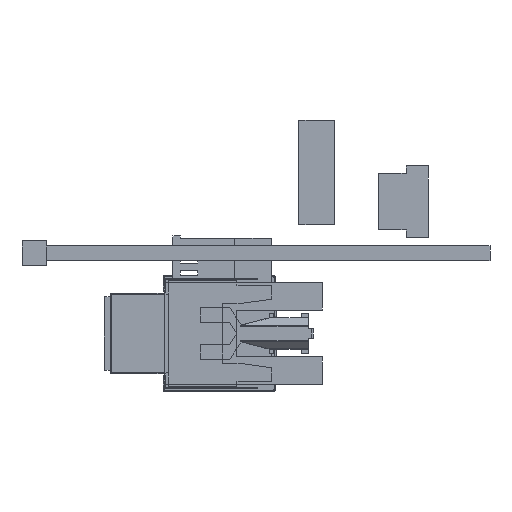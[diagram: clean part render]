
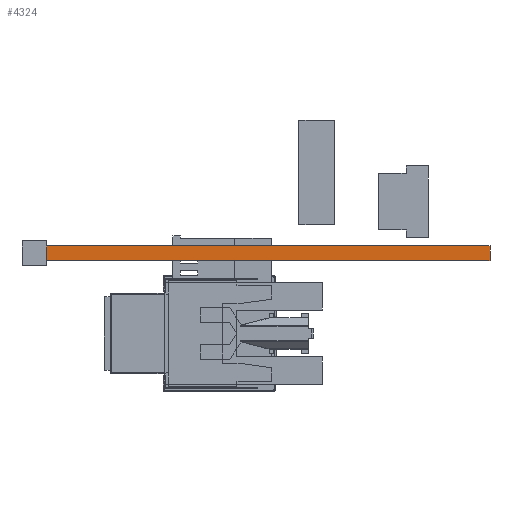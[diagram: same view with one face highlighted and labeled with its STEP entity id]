
A CAD part, front view. The second image highlights one B-rep face of the part: STEP entity #4324.
In plain terms, the highlighted planar face has unit normal (0, -1, 0).
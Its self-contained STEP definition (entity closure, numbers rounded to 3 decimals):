
#78 = DIRECTION ( 'NONE',  ( 0., 0., 1. ) ) ;
#477 = EDGE_CURVE ( 'NONE', #11799, #10235, #861, .T. ) ;
#861 = LINE ( 'NONE', #11931, #3393 ) ;
#1003 = VECTOR ( 'NONE', #11754, 1000. ) ;
#1050 = LINE ( 'NONE', #12059, #3592 ) ;
#1111 = DIRECTION ( 'NONE',  ( 1., 0., 0. ) ) ;
#1255 = CARTESIAN_POINT ( 'NONE',  ( 1.5, -2.3, 5. ) ) ;
#1324 = ORIENTED_EDGE ( 'NONE', *, *, #14018, .F. ) ;
#1555 = DIRECTION ( 'NONE',  ( -1., 0., 0. ) ) ;
#1638 = CARTESIAN_POINT ( 'NONE',  ( -1.5, -2.3, 95. ) ) ;
#2227 = VECTOR ( 'NONE', #7461, 1000. ) ;
#2642 = CARTESIAN_POINT ( 'NONE',  ( 1.5, -2.3, 4. ) ) ;
#2954 = VERTEX_POINT ( 'NONE', #12749 ) ;
#2960 = ORIENTED_EDGE ( 'NONE', *, *, #5768, .T. ) ;
#3070 = AXIS2_PLACEMENT_3D ( 'NONE', #6357, #9551, #78 ) ;
#3393 = VECTOR ( 'NONE', #1111, 1000. ) ;
#3528 = LINE ( 'NONE', #3561, #6415 ) ;
#3561 = CARTESIAN_POINT ( 'NONE',  ( 1.5, -2.3, 95. ) ) ;
#3592 = VECTOR ( 'NONE', #8840, 1000. ) ;
#3981 = EDGE_CURVE ( 'NONE', #10235, #8975, #3528, .T. ) ;
#4188 = VECTOR ( 'NONE', #1555, 1000. ) ;
#4324 = ADVANCED_FACE ( 'NONE', ( #9883 ), #11672, .F. ) ;
#4703 = CARTESIAN_POINT ( 'NONE',  ( 1.5, -2.3, 4. ) ) ;
#4750 = ORIENTED_EDGE ( 'NONE', *, *, #477, .F. ) ;
#4875 = VERTEX_POINT ( 'NONE', #4703 ) ;
#5097 = LINE ( 'NONE', #6384, #2227 ) ;
#5344 = EDGE_CURVE ( 'NONE', #11799, #11306, #1050, .T. ) ;
#5768 = EDGE_CURVE ( 'NONE', #11306, #2954, #5097, .T. ) ;
#6357 = CARTESIAN_POINT ( 'NONE',  ( -1.5, -2.3, 95. ) ) ;
#6384 = CARTESIAN_POINT ( 'NONE',  ( -1.5, -2.3, 95. ) ) ;
#6415 = VECTOR ( 'NONE', #13275, 1000. ) ;
#6614 = CARTESIAN_POINT ( 'NONE',  ( 1.5, -2.3, 95. ) ) ;
#6770 = LINE ( 'NONE', #8455, #1003 ) ;
#7074 = LINE ( 'NONE', #2642, #4188 ) ;
#7461 = DIRECTION ( 'NONE',  ( 0., 0., -1. ) ) ;
#7469 = ORIENTED_EDGE ( 'NONE', *, *, #3981, .F. ) ;
#8455 = CARTESIAN_POINT ( 'NONE',  ( 1.5, -2.3, 95. ) ) ;
#8840 = DIRECTION ( 'NONE',  ( 0., 0., -1. ) ) ;
#8870 = EDGE_CURVE ( 'NONE', #8975, #4875, #6770, .T. ) ;
#8975 = VERTEX_POINT ( 'NONE', #1255 ) ;
#9551 = DIRECTION ( 'NONE',  ( 0., 1., 0. ) ) ;
#9883 = FACE_OUTER_BOUND ( 'NONE', #13948, .T. ) ;
#10235 = VERTEX_POINT ( 'NONE', #6614 ) ;
#10612 = ORIENTED_EDGE ( 'NONE', *, *, #8870, .F. ) ;
#11306 = VERTEX_POINT ( 'NONE', #11591 ) ;
#11591 = CARTESIAN_POINT ( 'NONE',  ( -1.5, -2.3, 5. ) ) ;
#11672 = PLANE ( 'NONE',  #3070 ) ;
#11754 = DIRECTION ( 'NONE',  ( 0., 0., -1. ) ) ;
#11799 = VERTEX_POINT ( 'NONE', #1638 ) ;
#11931 = CARTESIAN_POINT ( 'NONE',  ( -1.5, -2.3, 95. ) ) ;
#12059 = CARTESIAN_POINT ( 'NONE',  ( -1.5, -2.3, 95. ) ) ;
#12743 = ORIENTED_EDGE ( 'NONE', *, *, #5344, .T. ) ;
#12749 = CARTESIAN_POINT ( 'NONE',  ( -1.5, -2.3, 4. ) ) ;
#13275 = DIRECTION ( 'NONE',  ( 0., 0., -1. ) ) ;
#13948 = EDGE_LOOP ( 'NONE', ( #2960, #1324, #10612, #7469, #4750, #12743 ) ) ;
#14018 = EDGE_CURVE ( 'NONE', #4875, #2954, #7074, .T. ) ;
